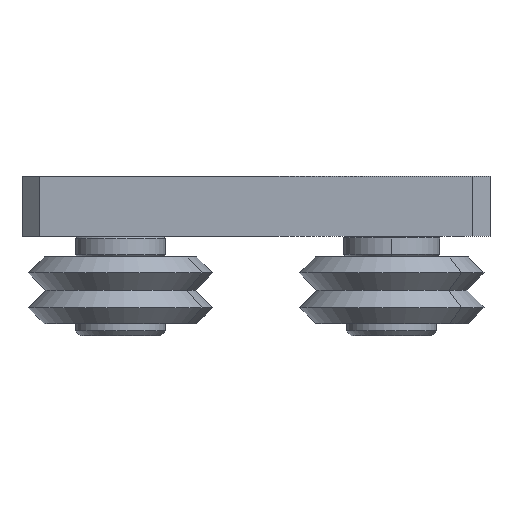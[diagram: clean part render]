
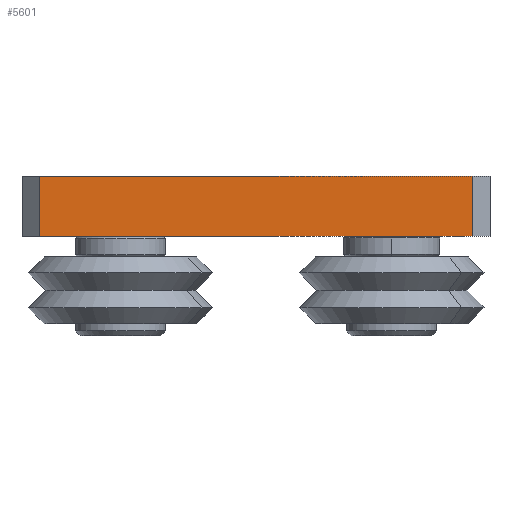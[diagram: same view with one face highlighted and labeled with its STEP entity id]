
A CAD part, front view. The second image highlights one B-rep face of the part: STEP entity #5601.
In plain terms, the highlighted planar face has unit normal (0, -1, 0).
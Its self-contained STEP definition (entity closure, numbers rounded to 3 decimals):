
#468 = VECTOR ( 'NONE', #11915, 1000. ) ;
#1783 = EDGE_CURVE ( 'NONE', #8921, #8903, #14199, .T. ) ;
#2237 = LINE ( 'NONE', #4750, #16752 ) ;
#2640 = DIRECTION ( 'NONE',  ( -1., 0., 0. ) ) ;
#3142 = ORIENTED_EDGE ( 'NONE', *, *, #14918, .T. ) ;
#3644 = VERTEX_POINT ( 'NONE', #7705 ) ;
#4396 = DIRECTION ( 'NONE',  ( 0., 1., 0. ) ) ;
#4750 = CARTESIAN_POINT ( 'NONE',  ( 39., -40., 10. ) ) ;
#5601 = ADVANCED_FACE ( 'NONE', ( #5602 ), #9905, .F. ) ;
#5602 = FACE_OUTER_BOUND ( 'NONE', #16532, .T. ) ;
#6860 = EDGE_CURVE ( 'NONE', #8921, #15509, #2237, .T. ) ;
#7705 = CARTESIAN_POINT ( 'NONE',  ( 36., -40., 0. ) ) ;
#8069 = CARTESIAN_POINT ( 'NONE',  ( 36., -40., 10. ) ) ;
#8354 = DIRECTION ( 'NONE',  ( 1., 0., 0. ) ) ;
#8747 = EDGE_CURVE ( 'NONE', #8903, #3644, #18256, .T. ) ;
#8903 = VERTEX_POINT ( 'NONE', #14234 ) ;
#8921 = VERTEX_POINT ( 'NONE', #12457 ) ;
#9905 = PLANE ( 'NONE',  #16343 ) ;
#10700 = VECTOR ( 'NONE', #8354, 1000. ) ;
#11157 = LINE ( 'NONE', #8069, #12818 ) ;
#11915 = DIRECTION ( 'NONE',  ( 0., 0., -1. ) ) ;
#12456 = CARTESIAN_POINT ( 'NONE',  ( 36., -40., 10. ) ) ;
#12457 = CARTESIAN_POINT ( 'NONE',  ( -36., -40., 10. ) ) ;
#12818 = VECTOR ( 'NONE', #18068, 1000. ) ;
#12898 = CARTESIAN_POINT ( 'NONE',  ( -36., -40., 10. ) ) ;
#13360 = DIRECTION ( 'NONE',  ( 1., 0., 0. ) ) ;
#13902 = CARTESIAN_POINT ( 'NONE',  ( 39., -40., 0. ) ) ;
#14199 = LINE ( 'NONE', #12898, #468 ) ;
#14234 = CARTESIAN_POINT ( 'NONE',  ( -36., -40., 0. ) ) ;
#14918 = EDGE_CURVE ( 'NONE', #3644, #15509, #11157, .T. ) ;
#15509 = VERTEX_POINT ( 'NONE', #12456 ) ;
#15585 = ORIENTED_EDGE ( 'NONE', *, *, #8747, .T. ) ;
#16343 = AXIS2_PLACEMENT_3D ( 'NONE', #16895, #4396, #2640 ) ;
#16532 = EDGE_LOOP ( 'NONE', ( #18023, #17045, #15585, #3142 ) ) ;
#16752 = VECTOR ( 'NONE', #13360, 1000. ) ;
#16895 = CARTESIAN_POINT ( 'NONE',  ( 39., -40., 10. ) ) ;
#17045 = ORIENTED_EDGE ( 'NONE', *, *, #1783, .T. ) ;
#18023 = ORIENTED_EDGE ( 'NONE', *, *, #6860, .F. ) ;
#18068 = DIRECTION ( 'NONE',  ( 0., 0., 1. ) ) ;
#18256 = LINE ( 'NONE', #13902, #10700 ) ;
